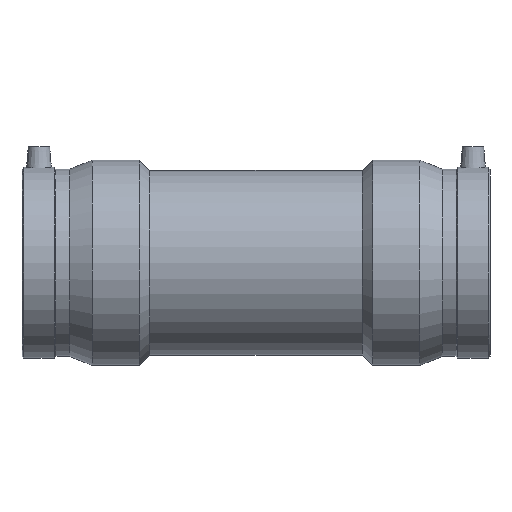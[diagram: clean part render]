
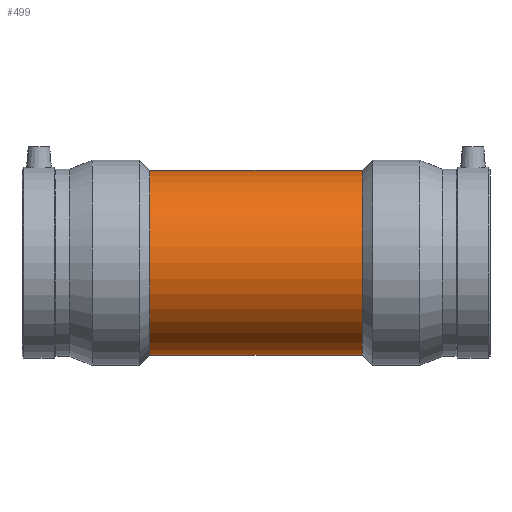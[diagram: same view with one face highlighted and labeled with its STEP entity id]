
A CAD part, top view. The second image highlights one B-rep face of the part: STEP entity #499.
In plain terms, the highlighted cylindrical face has radius 64.35 mm (diameter 128.7 mm), a full revolution.
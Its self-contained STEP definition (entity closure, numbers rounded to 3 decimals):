
#30=B_SPLINE_CURVE_WITH_KNOTS('',3,(#865,#866,#867,#868,#869,#870,#871,
#872,#873,#874,#875,#876,#877,#878,#879,#880,#881,#882,#883,#884,#885,#886,
#887,#888,#889,#890,#891,#892,#893,#894,#895,#896,#897,#898,#899,#900,#901,
#902,#903,#904,#905,#906,#907,#908,#909,#910,#911,#912,#913,#914,#915,#916,
#917,#918,#919,#920,#921,#922,#923,#924,#925,#926,#927,#928,#929,#930),
 .UNSPECIFIED.,.T.,.F.,(4,2,2,2,2,2,2,2,2,2,2,2,2,2,2,2,2,2,2,2,2,2,2,2,
2,2,2,2,2,2,2,2,4),(0.,0.947,1.895,2.842,
3.79,4.719,5.649,6.579,7.509,
8.439,9.368,10.298,11.228,12.175,
13.123,14.07,15.018,15.965,16.912,
17.86,18.807,19.737,20.667,21.596,
22.526,23.456,24.386,25.316,26.245,
27.193,28.14,29.088,30.035),
 .UNSPECIFIED.);
#69=FACE_BOUND('',#187,.T.);
#70=FACE_BOUND('',#188,.T.);
#117=FACE_OUTER_BOUND('',#186,.T.);
#186=EDGE_LOOP('',(#412));
#187=EDGE_LOOP('',(#413));
#188=EDGE_LOOP('',(#414));
#251=CIRCLE('',#568,64.35);
#252=CIRCLE('',#570,64.35);
#276=VERTEX_POINT('',#864);
#297=VERTEX_POINT('',#1058);
#298=VERTEX_POINT('',#1061);
#322=EDGE_CURVE('',#276,#276,#30,.T.);
#343=EDGE_CURVE('',#297,#297,#251,.T.);
#344=EDGE_CURVE('',#298,#298,#252,.T.);
#412=ORIENTED_EDGE('',*,*,#343,.T.);
#413=ORIENTED_EDGE('',*,*,#322,.T.);
#414=ORIENTED_EDGE('',*,*,#344,.F.);
#465=CYLINDRICAL_SURFACE('',#569,64.35);
#499=ADVANCED_FACE('',(#117,#69,#70),#465,.T.);
#568=AXIS2_PLACEMENT_3D('',#1059,#704,#705);
#569=AXIS2_PLACEMENT_3D('',#1060,#706,#707);
#570=AXIS2_PLACEMENT_3D('',#1062,#708,#709);
#704=DIRECTION('center_axis',(1.,0.,0.));
#705=DIRECTION('ref_axis',(0.,0.,-1.));
#706=DIRECTION('center_axis',(1.,0.,0.));
#707=DIRECTION('ref_axis',(0.,1.,0.));
#708=DIRECTION('center_axis',(1.,0.,0.));
#709=DIRECTION('ref_axis',(0.,0.,-1.));
#864=CARTESIAN_POINT('',(0.,-47.25,-43.685));
#865=CARTESIAN_POINT('Ctrl Pts',(0.,-47.25,-43.685));
#866=CARTESIAN_POINT('Ctrl Pts',(3.158,-47.25,-43.685));
#867=CARTESIAN_POINT('Ctrl Pts',(6.337,-46.93,-44.038));
#868=CARTESIAN_POINT('Ctrl Pts',(12.537,-45.666,-45.347));
#869=CARTESIAN_POINT('Ctrl Pts',(15.56,-44.723,-46.298));
#870=CARTESIAN_POINT('Ctrl Pts',(21.299,-42.292,-48.528));
#871=CARTESIAN_POINT('Ctrl Pts',(24.021,-40.802,-49.807));
#872=CARTESIAN_POINT('Ctrl Pts',(29.051,-37.388,-52.418));
#873=CARTESIAN_POINT('Ctrl Pts',(31.359,-35.463,-53.75));
#874=CARTESIAN_POINT('Ctrl Pts',(35.424,-31.397,-56.22));
#875=CARTESIAN_POINT('Ctrl Pts',(37.341,-29.111,-57.455));
#876=CARTESIAN_POINT('Ctrl Pts',(40.767,-24.081,-59.738));
#877=CARTESIAN_POINT('Ctrl Pts',(42.275,-21.337,-60.785));
#878=CARTESIAN_POINT('Ctrl Pts',(44.731,-15.544,-62.518));
#879=CARTESIAN_POINT('Ctrl Pts',(45.68,-12.488,-63.205));
#880=CARTESIAN_POINT('Ctrl Pts',(46.94,-6.266,-64.121));
#881=CARTESIAN_POINT('Ctrl Pts',(47.25,-3.099,-64.35));
#882=CARTESIAN_POINT('Ctrl Pts',(47.25,3.099,-64.35));
#883=CARTESIAN_POINT('Ctrl Pts',(46.94,6.266,-64.121));
#884=CARTESIAN_POINT('Ctrl Pts',(45.68,12.488,-63.205));
#885=CARTESIAN_POINT('Ctrl Pts',(44.731,15.544,-62.518));
#886=CARTESIAN_POINT('Ctrl Pts',(42.275,21.337,-60.785));
#887=CARTESIAN_POINT('Ctrl Pts',(40.767,24.081,-59.738));
#888=CARTESIAN_POINT('Ctrl Pts',(37.341,29.111,-57.455));
#889=CARTESIAN_POINT('Ctrl Pts',(35.424,31.397,-56.22));
#890=CARTESIAN_POINT('Ctrl Pts',(31.359,35.463,-53.75));
#891=CARTESIAN_POINT('Ctrl Pts',(29.051,37.388,-52.418));
#892=CARTESIAN_POINT('Ctrl Pts',(24.021,40.802,-49.807));
#893=CARTESIAN_POINT('Ctrl Pts',(21.299,42.292,-48.528));
#894=CARTESIAN_POINT('Ctrl Pts',(15.56,44.723,-46.298));
#895=CARTESIAN_POINT('Ctrl Pts',(12.537,45.666,-45.347));
#896=CARTESIAN_POINT('Ctrl Pts',(6.337,46.93,-44.038));
#897=CARTESIAN_POINT('Ctrl Pts',(3.158,47.25,-43.685));
#898=CARTESIAN_POINT('Ctrl Pts',(-3.158,47.25,-43.685));
#899=CARTESIAN_POINT('Ctrl Pts',(-6.337,46.93,-44.038));
#900=CARTESIAN_POINT('Ctrl Pts',(-12.537,45.666,-45.347));
#901=CARTESIAN_POINT('Ctrl Pts',(-15.56,44.723,-46.298));
#902=CARTESIAN_POINT('Ctrl Pts',(-21.299,42.292,-48.528));
#903=CARTESIAN_POINT('Ctrl Pts',(-24.021,40.802,-49.807));
#904=CARTESIAN_POINT('Ctrl Pts',(-29.051,37.388,-52.418));
#905=CARTESIAN_POINT('Ctrl Pts',(-31.359,35.463,-53.75));
#906=CARTESIAN_POINT('Ctrl Pts',(-35.424,31.397,-56.22));
#907=CARTESIAN_POINT('Ctrl Pts',(-37.341,29.111,-57.455));
#908=CARTESIAN_POINT('Ctrl Pts',(-40.767,24.081,-59.738));
#909=CARTESIAN_POINT('Ctrl Pts',(-42.275,21.337,-60.785));
#910=CARTESIAN_POINT('Ctrl Pts',(-44.731,15.544,-62.518));
#911=CARTESIAN_POINT('Ctrl Pts',(-45.68,12.488,-63.205));
#912=CARTESIAN_POINT('Ctrl Pts',(-46.94,6.266,-64.121));
#913=CARTESIAN_POINT('Ctrl Pts',(-47.25,3.099,-64.35));
#914=CARTESIAN_POINT('Ctrl Pts',(-47.25,-3.099,-64.35));
#915=CARTESIAN_POINT('Ctrl Pts',(-46.94,-6.266,-64.121));
#916=CARTESIAN_POINT('Ctrl Pts',(-45.68,-12.488,-63.205));
#917=CARTESIAN_POINT('Ctrl Pts',(-44.731,-15.544,-62.518));
#918=CARTESIAN_POINT('Ctrl Pts',(-42.275,-21.337,-60.785));
#919=CARTESIAN_POINT('Ctrl Pts',(-40.767,-24.081,-59.738));
#920=CARTESIAN_POINT('Ctrl Pts',(-37.341,-29.111,-57.455));
#921=CARTESIAN_POINT('Ctrl Pts',(-35.424,-31.397,-56.22));
#922=CARTESIAN_POINT('Ctrl Pts',(-31.359,-35.463,-53.75));
#923=CARTESIAN_POINT('Ctrl Pts',(-29.051,-37.388,-52.418));
#924=CARTESIAN_POINT('Ctrl Pts',(-24.021,-40.802,-49.807));
#925=CARTESIAN_POINT('Ctrl Pts',(-21.299,-42.292,-48.528));
#926=CARTESIAN_POINT('Ctrl Pts',(-15.56,-44.723,-46.298));
#927=CARTESIAN_POINT('Ctrl Pts',(-12.537,-45.666,-45.347));
#928=CARTESIAN_POINT('Ctrl Pts',(-6.337,-46.93,-44.038));
#929=CARTESIAN_POINT('Ctrl Pts',(-3.158,-47.25,-43.685));
#930=CARTESIAN_POINT('Ctrl Pts',(0.,-47.25,-43.685));
#1058=CARTESIAN_POINT('',(-74.165,64.35,0.));
#1059=CARTESIAN_POINT('Origin',(-74.165,0.,0.));
#1060=CARTESIAN_POINT('Origin',(0.,0.,0.));
#1061=CARTESIAN_POINT('',(74.165,64.35,0.));
#1062=CARTESIAN_POINT('Origin',(74.165,0.,0.));
